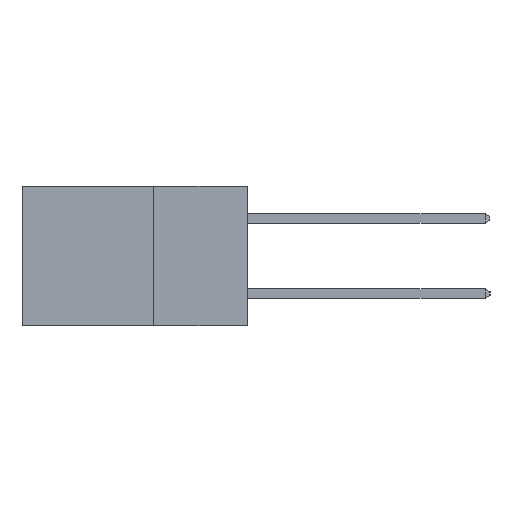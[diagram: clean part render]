
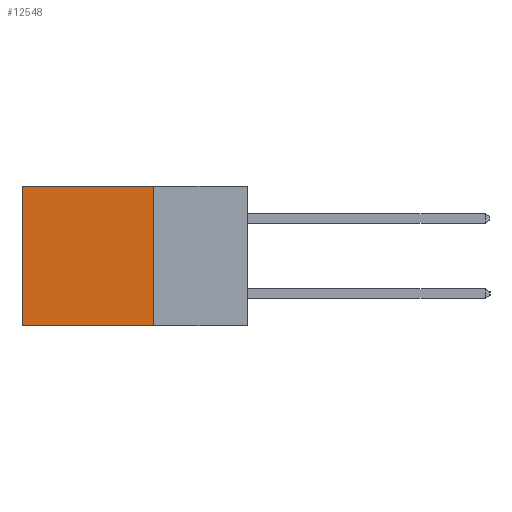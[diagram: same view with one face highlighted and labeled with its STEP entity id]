
A CAD part, left-side view. The second image highlights one B-rep face of the part: STEP entity #12548.
In plain terms, the highlighted planar face has unit normal (-1, 0, 0).
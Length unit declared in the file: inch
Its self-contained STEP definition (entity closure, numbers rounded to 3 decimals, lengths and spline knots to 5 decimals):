
#173 = CARTESIAN_POINT ( 'NONE',  ( 0.2615, 0.25, -0.37 ) ) ;
#1692 = LINE ( 'NONE', #18589, #4899 ) ;
#2898 = LINE ( 'NONE', #17796, #3886 ) ;
#3345 = DIRECTION ( 'NONE',  ( 1., 0., 0. ) ) ;
#3886 = VECTOR ( 'NONE', #8750, 39.37008 ) ;
#4856 = VERTEX_POINT ( 'NONE', #11854 ) ;
#4899 = VECTOR ( 'NONE', #11082, 39.37008 ) ;
#6346 = VERTEX_POINT ( 'NONE', #11604 ) ;
#6426 = PLANE ( 'NONE',  #7336 ) ;
#7086 = CARTESIAN_POINT ( 'NONE',  ( 0.2615, 0.25, 0. ) ) ;
#7267 = CARTESIAN_POINT ( 'NONE',  ( 0.2615, 0.25, 0. ) ) ;
#7336 = AXIS2_PLACEMENT_3D ( 'NONE', #173, #3345, #14068 ) ;
#7833 = EDGE_CURVE ( 'NONE', #18506, #17118, #12549, .T. ) ;
#8161 = EDGE_LOOP ( 'NONE', ( #15424, #10771, #8974, #12154 ) ) ;
#8351 = EDGE_CURVE ( 'NONE', #17118, #6346, #2898, .T. ) ;
#8750 = DIRECTION ( 'NONE',  ( 0., 0., -1. ) ) ;
#8838 = DIRECTION ( 'NONE',  ( 0., 1., 0. ) ) ;
#8974 = ORIENTED_EDGE ( 'NONE', *, *, #19035, .F. ) ;
#10759 = FACE_OUTER_BOUND ( 'NONE', #8161, .T. ) ;
#10771 = ORIENTED_EDGE ( 'NONE', *, *, #16880, .F. ) ;
#11082 = DIRECTION ( 'NONE',  ( 0., 1., 0. ) ) ;
#11604 = CARTESIAN_POINT ( 'NONE',  ( 0.2615, 0.6, -0.37 ) ) ;
#11854 = CARTESIAN_POINT ( 'NONE',  ( 0.2615, 0.25, -0.37 ) ) ;
#12078 = VECTOR ( 'NONE', #8838, 39.37008 ) ;
#12154 = ORIENTED_EDGE ( 'NONE', *, *, #7833, .T. ) ;
#12548 = ADVANCED_FACE ( 'NONE', ( #10759 ), #6426, .F. ) ;
#12549 = LINE ( 'NONE', #7267, #12078 ) ;
#13222 = DIRECTION ( 'NONE',  ( 0., 0., -1. ) ) ;
#14068 = DIRECTION ( 'NONE',  ( 0., 0., -1. ) ) ;
#14592 = CARTESIAN_POINT ( 'NONE',  ( 0.2615, 0.6, 0. ) ) ;
#14853 = VECTOR ( 'NONE', #13222, 39.37008 ) ;
#15327 = LINE ( 'NONE', #17669, #14853 ) ;
#15424 = ORIENTED_EDGE ( 'NONE', *, *, #8351, .T. ) ;
#16880 = EDGE_CURVE ( 'NONE', #4856, #6346, #1692, .T. ) ;
#17118 = VERTEX_POINT ( 'NONE', #14592 ) ;
#17669 = CARTESIAN_POINT ( 'NONE',  ( 0.2615, 0.25, -0.37 ) ) ;
#17796 = CARTESIAN_POINT ( 'NONE',  ( 0.2615, 0.6, -0.37 ) ) ;
#18506 = VERTEX_POINT ( 'NONE', #7086 ) ;
#18589 = CARTESIAN_POINT ( 'NONE',  ( 0.2615, 0.25, -0.37 ) ) ;
#19035 = EDGE_CURVE ( 'NONE', #18506, #4856, #15327, .T. ) ;
